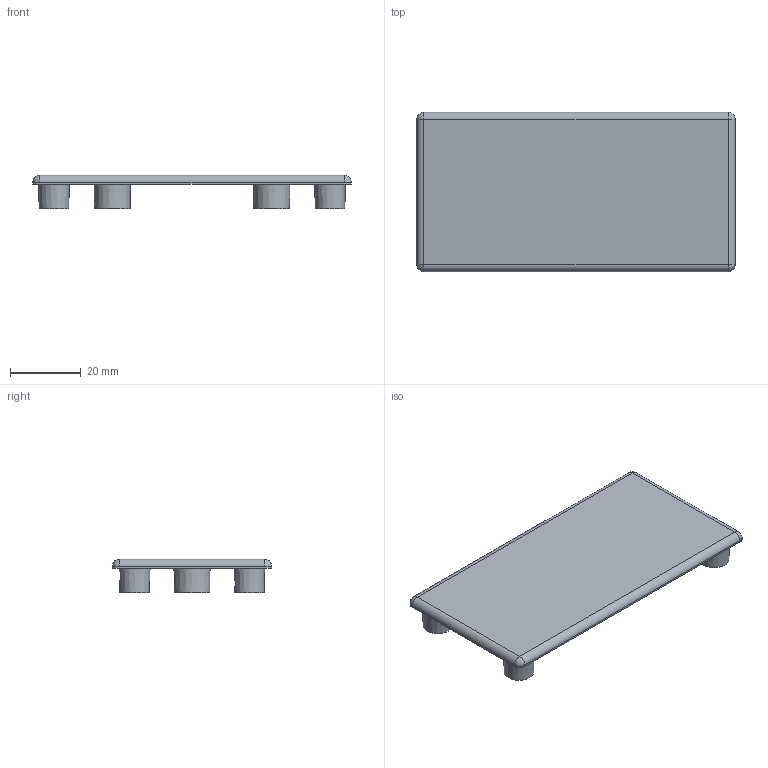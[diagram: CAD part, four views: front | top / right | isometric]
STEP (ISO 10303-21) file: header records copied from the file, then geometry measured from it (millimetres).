
FILE_DESCRIPTION(/* description */ ('TAPPO 45X90 NERO - CAVA 10'),/* implementation_level */ '2;1');
FILE_NAME(/* name */ 'DTPTR0000064.stp',/* time_stamp */ '2018-11-08T11:03:32+01:00',/* author */ ('fzagni'),/* organization */ (''),/* preprocessor_version */ 'ST-DEVELOPER v16.1',/* originating_system */ 'Autodesk Inventor 2016',/* authorisation */ '');
FILE_SCHEMA (('AUTOMOTIVE_DESIGN { 1 0 10303 214 3 1 1 }'));
Length unit declared in the file: millimetre
Products named in the file (1): DTPTR0000064
Bounding box: 90 x 45 x 9.5 mm (x, y, z)
Volume: 11295.5 mm3; surface area: 10517.5 mm2
Topology: 1 solids, 1 shells, 42 faces, 72 edges, 44 vertices
Faces by surface type: plane 18, cone 12, cylinder 8, sphere 4
Entity records: 964 total; most frequent: DIRECTION 186, CARTESIAN_POINT 147, ORIENTED_EDGE 120, AXIS2_PLACEMENT_3D 83, EDGE_LOOP 66, EDGE_CURVE 60, VERTEX_POINT 44, FACE_OUTER_BOUND 42
